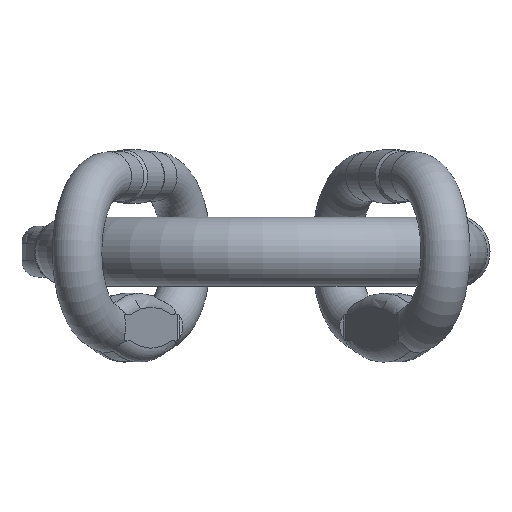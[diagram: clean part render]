
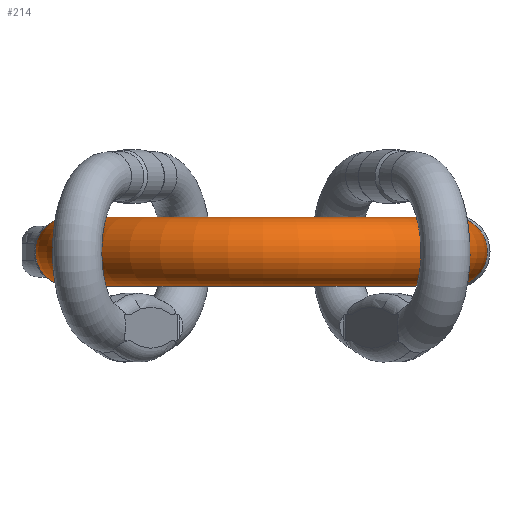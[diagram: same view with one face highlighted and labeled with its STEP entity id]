
A CAD part, front view. The second image highlights one B-rep face of the part: STEP entity #214.
In plain terms, the highlighted toroidal (fillet/blend) face has major radius 64 mm and minor radius 11.5 mm.
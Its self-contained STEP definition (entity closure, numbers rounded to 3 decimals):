
#121=TOROIDAL_SURFACE('',#1979,64.,11.5);
#156=FACE_BOUND('',#478,.T.);
#157=FACE_BOUND('',#479,.T.);
#214=ADVANCED_FACE('',(#156,#157),#121,.T.);
#478=EDGE_LOOP('',(#972));
#479=EDGE_LOOP('',(#973));
#700=CIRCLE('',#1965,11.5);
#702=CIRCLE('',#1972,11.5);
#972=ORIENTED_EDGE('',*,*,#1603,.T.);
#973=ORIENTED_EDGE('',*,*,#1622,.F.);
#1393=VERTEX_POINT('',#3146);
#1412=VERTEX_POINT('',#3283);
#1603=EDGE_CURVE('',#1393,#1393,#700,.T.);
#1622=EDGE_CURVE('',#1412,#1412,#702,.T.);
#1965=AXIS2_PLACEMENT_3D('',#3145,#2246,#2247);
#1972=AXIS2_PLACEMENT_3D('',#3282,#2264,#2265);
#1979=AXIS2_PLACEMENT_3D('',#3293,#2278,#2279);
#2246=DIRECTION('',(0.,-1.,0.));
#2247=DIRECTION('',(1.,0.,0.));
#2264=DIRECTION('',(0.,1.,0.));
#2265=DIRECTION('',(-1.,0.,0.));
#2278=DIRECTION('',(0.,0.,1.));
#2279=DIRECTION('',(1.,0.,0.));
#3145=CARTESIAN_POINT('',(-64.,-32.5,0.));
#3146=CARTESIAN_POINT('',(-52.5,-32.5,0.));
#3282=CARTESIAN_POINT('',(64.,-32.5,0.));
#3283=CARTESIAN_POINT('',(52.5,-32.5,0.));
#3293=CARTESIAN_POINT('',(0.,-32.5,0.));
